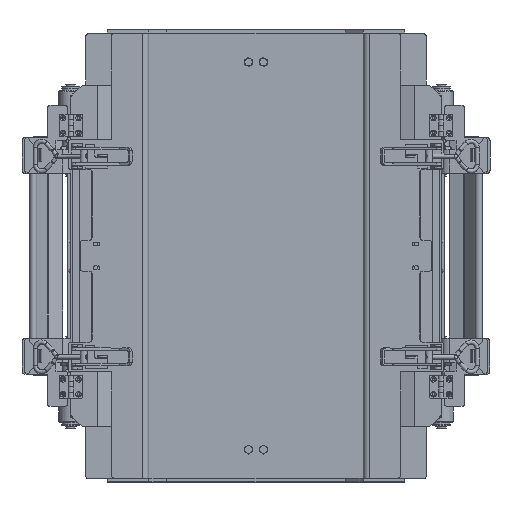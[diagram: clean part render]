
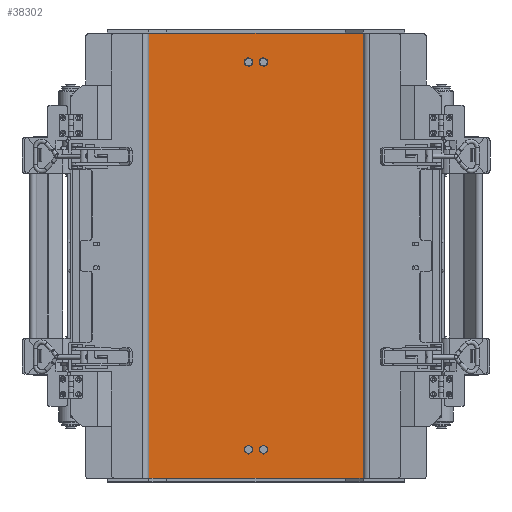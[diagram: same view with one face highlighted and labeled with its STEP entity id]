
A CAD part, top view. The second image highlights one B-rep face of the part: STEP entity #38302.
In plain terms, the highlighted planar face has unit normal (0, 0, 1).
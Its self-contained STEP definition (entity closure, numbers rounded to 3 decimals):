
#815=LINE('',#56118,#3943);
#819=LINE('',#56126,#3947);
#822=LINE('',#56132,#3950);
#825=LINE('',#56137,#3953);
#3943=VECTOR('',#45100,10.);
#3947=VECTOR('',#45106,10.);
#3950=VECTOR('',#45111,10.);
#3953=VECTOR('',#45116,10.);
#6962=PLANE('',#40845);
#8325=FACE_BOUND('',#11691,.T.);
#8326=FACE_BOUND('',#11692,.T.);
#8327=FACE_BOUND('',#11693,.T.);
#8328=FACE_BOUND('',#11694,.T.);
#9320=FACE_OUTER_BOUND('',#11690,.T.);
#11690=EDGE_LOOP('',(#25451,#25452,#25453,#25454));
#11691=EDGE_LOOP('',(#25455));
#11692=EDGE_LOOP('',(#25456));
#11693=EDGE_LOOP('',(#25457));
#11694=EDGE_LOOP('',(#25458));
#14912=CIRCLE('',#40830,4.5);
#14914=CIRCLE('',#40833,4.5);
#14916=CIRCLE('',#40836,4.5);
#14918=CIRCLE('',#40839,4.5);
#16620=VERTEX_POINT('',#56098);
#16622=VERTEX_POINT('',#56103);
#16624=VERTEX_POINT('',#56108);
#16626=VERTEX_POINT('',#56113);
#16627=VERTEX_POINT('',#56116);
#16628=VERTEX_POINT('',#56117);
#16631=VERTEX_POINT('',#56125);
#16633=VERTEX_POINT('',#56131);
#20176=EDGE_CURVE('',#16620,#16620,#14912,.T.);
#20178=EDGE_CURVE('',#16622,#16622,#14914,.T.);
#20180=EDGE_CURVE('',#16624,#16624,#14916,.T.);
#20182=EDGE_CURVE('',#16626,#16626,#14918,.T.);
#20183=EDGE_CURVE('',#16627,#16628,#815,.T.);
#20187=EDGE_CURVE('',#16628,#16631,#819,.T.);
#20190=EDGE_CURVE('',#16631,#16633,#822,.T.);
#20193=EDGE_CURVE('',#16633,#16627,#825,.T.);
#25451=ORIENTED_EDGE('',*,*,#20183,.F.);
#25452=ORIENTED_EDGE('',*,*,#20193,.F.);
#25453=ORIENTED_EDGE('',*,*,#20190,.F.);
#25454=ORIENTED_EDGE('',*,*,#20187,.F.);
#25455=ORIENTED_EDGE('',*,*,#20176,.T.);
#25456=ORIENTED_EDGE('',*,*,#20178,.T.);
#25457=ORIENTED_EDGE('',*,*,#20180,.T.);
#25458=ORIENTED_EDGE('',*,*,#20182,.T.);
#38302=ADVANCED_FACE('',(#9320,#8325,#8326,#8327,#8328),#6962,.T.);
#40830=AXIS2_PLACEMENT_3D('',#56099,#45078,#45079);
#40833=AXIS2_PLACEMENT_3D('',#56104,#45084,#45085);
#40836=AXIS2_PLACEMENT_3D('',#56109,#45090,#45091);
#40839=AXIS2_PLACEMENT_3D('',#56114,#45096,#45097);
#40845=AXIS2_PLACEMENT_3D('',#56140,#45120,#45121);
#45078=DIRECTION('center_axis',(0.,0.,-1.));
#45079=DIRECTION('ref_axis',(1.,0.,0.));
#45084=DIRECTION('center_axis',(0.,0.,-1.));
#45085=DIRECTION('ref_axis',(1.,0.,0.));
#45090=DIRECTION('center_axis',(0.,0.,-1.));
#45091=DIRECTION('ref_axis',(1.,0.,0.));
#45096=DIRECTION('center_axis',(0.,0.,-1.));
#45097=DIRECTION('ref_axis',(1.,0.,0.));
#45100=DIRECTION('',(0.,1.,0.));
#45106=DIRECTION('',(1.,0.,0.));
#45111=DIRECTION('',(0.,-1.,0.));
#45116=DIRECTION('',(-1.,0.,0.));
#45120=DIRECTION('center_axis',(0.,0.,1.));
#45121=DIRECTION('ref_axis',(1.,0.,0.));
#56098=CARTESIAN_POINT('',(17.,-325.5,366.));
#56099=CARTESIAN_POINT('Origin',(12.5,-325.5,366.));
#56103=CARTESIAN_POINT('',(17.,325.5,366.));
#56104=CARTESIAN_POINT('Origin',(12.5,325.5,366.));
#56108=CARTESIAN_POINT('',(-8.,-325.5,366.));
#56109=CARTESIAN_POINT('Origin',(-12.5,-325.5,366.));
#56113=CARTESIAN_POINT('',(-8.,325.5,366.));
#56114=CARTESIAN_POINT('Origin',(-12.5,325.5,366.));
#56116=CARTESIAN_POINT('',(-180.,-374.,366.));
#56117=CARTESIAN_POINT('',(-180.,374.,366.));
#56118=CARTESIAN_POINT('',(-180.,374.,366.));
#56125=CARTESIAN_POINT('',(180.,374.,366.));
#56126=CARTESIAN_POINT('',(180.,374.,366.));
#56131=CARTESIAN_POINT('',(180.,-374.,366.));
#56132=CARTESIAN_POINT('',(180.,-374.,366.));
#56137=CARTESIAN_POINT('',(-180.,-374.,366.));
#56140=CARTESIAN_POINT('Origin',(0.,0.,
366.));
